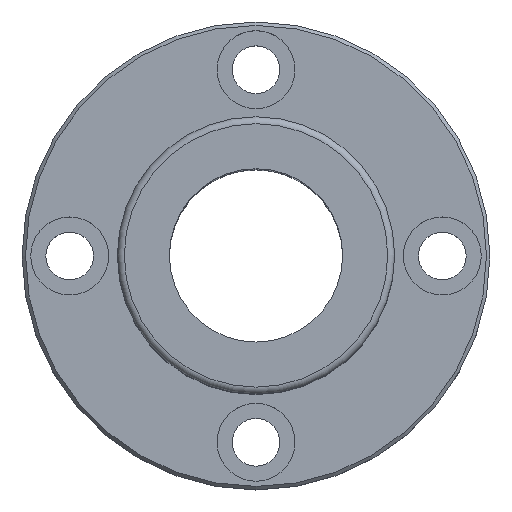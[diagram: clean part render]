
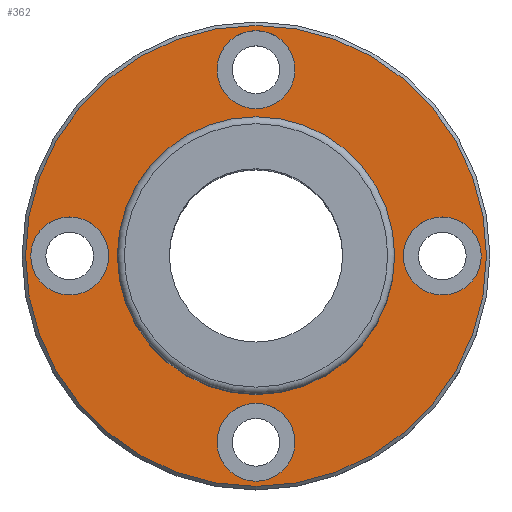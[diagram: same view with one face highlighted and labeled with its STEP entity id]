
A CAD part, top view. The second image highlights one B-rep face of the part: STEP entity #362.
In plain terms, the highlighted planar face has unit normal (0, 0, 1).
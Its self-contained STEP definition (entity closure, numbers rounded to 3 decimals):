
#25=PLANE('',#414);
#47=ORIENTED_EDGE('',*,*,#112,.T.);
#48=ORIENTED_EDGE('',*,*,#113,.T.);
#49=ORIENTED_EDGE('',*,*,#114,.T.);
#50=ORIENTED_EDGE('',*,*,#115,.T.);
#51=ORIENTED_EDGE('',*,*,#116,.T.);
#52=ORIENTED_EDGE('',*,*,#109,.F.);
#109=EDGE_CURVE('',#143,#143,#177,.T.);
#112=EDGE_CURVE('',#146,#146,#180,.T.);
#113=EDGE_CURVE('',#147,#147,#181,.T.);
#114=EDGE_CURVE('',#148,#148,#182,.T.);
#115=EDGE_CURVE('',#149,#149,#183,.T.);
#116=EDGE_CURVE('',#150,#150,#184,.T.);
#143=VERTEX_POINT('',#612);
#146=VERTEX_POINT('',#620);
#147=VERTEX_POINT('',#622);
#148=VERTEX_POINT('',#624);
#149=VERTEX_POINT('',#626);
#150=VERTEX_POINT('',#628);
#177=CIRCLE('',#410,16.);
#180=CIRCLE('',#415,26.6);
#181=CIRCLE('',#416,4.5);
#182=CIRCLE('',#417,4.5);
#183=CIRCLE('',#418,4.5);
#184=CIRCLE('',#419,4.5);
#217=EDGE_LOOP('',(#47));
#218=EDGE_LOOP('',(#48));
#219=EDGE_LOOP('',(#49));
#220=EDGE_LOOP('',(#50));
#221=EDGE_LOOP('',(#51));
#222=EDGE_LOOP('',(#52));
#285=FACE_BOUND('',#217,.T.);
#286=FACE_BOUND('',#218,.T.);
#287=FACE_BOUND('',#219,.T.);
#288=FACE_BOUND('',#220,.T.);
#289=FACE_BOUND('',#221,.T.);
#290=FACE_BOUND('',#222,.T.);
#362=ADVANCED_FACE('',(#285,#286,#287,#288,#289,#290),#25,.T.);
#410=AXIS2_PLACEMENT_3D('',#611,#487,#488);
#414=AXIS2_PLACEMENT_3D('',#618,#495,#496);
#415=AXIS2_PLACEMENT_3D('',#619,#497,#498);
#416=AXIS2_PLACEMENT_3D('',#621,#499,#500);
#417=AXIS2_PLACEMENT_3D('',#623,#501,#502);
#418=AXIS2_PLACEMENT_3D('',#625,#503,#504);
#419=AXIS2_PLACEMENT_3D('',#627,#505,#506);
#487=DIRECTION('',(0.,0.,1.));
#488=DIRECTION('',(1.,0.,0.));
#495=DIRECTION('',(0.,0.,1.));
#496=DIRECTION('',(1.,0.,0.));
#497=DIRECTION('',(0.,0.,1.));
#498=DIRECTION('',(1.,0.,0.));
#499=DIRECTION('',(0.,0.,-1.));
#500=DIRECTION('',(-1.,0.,0.));
#501=DIRECTION('',(0.,0.,-1.));
#502=DIRECTION('',(-1.,0.,0.));
#503=DIRECTION('',(0.,0.,-1.));
#504=DIRECTION('',(-1.,0.,0.));
#505=DIRECTION('',(0.,0.,-1.));
#506=DIRECTION('',(-1.,0.,0.));
#611=CARTESIAN_POINT('',(0.,0.,4.));
#612=CARTESIAN_POINT('',(16.,0.,4.));
#618=CARTESIAN_POINT('',(0.,0.,4.));
#619=CARTESIAN_POINT('',(0.,0.,4.));
#620=CARTESIAN_POINT('',(26.6,0.,4.));
#621=CARTESIAN_POINT('',(-21.5,0.,4.));
#622=CARTESIAN_POINT('',(-26.,0.,4.));
#623=CARTESIAN_POINT('',(0.,-21.5,4.));
#624=CARTESIAN_POINT('',(-4.5,-21.5,4.));
#625=CARTESIAN_POINT('',(21.5,0.,4.));
#626=CARTESIAN_POINT('',(17.,0.,4.));
#627=CARTESIAN_POINT('',(0.,21.5,4.));
#628=CARTESIAN_POINT('',(-4.5,21.5,4.));
